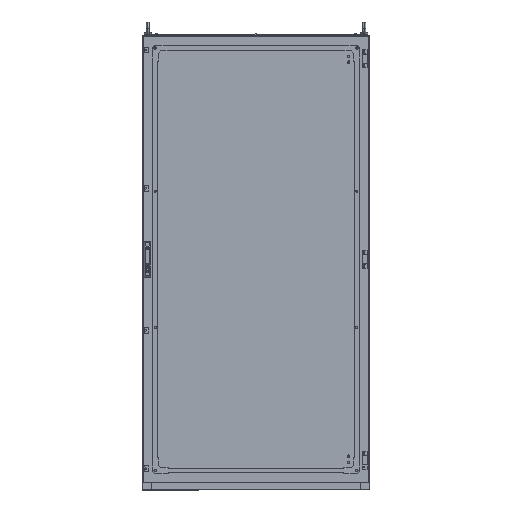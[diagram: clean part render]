
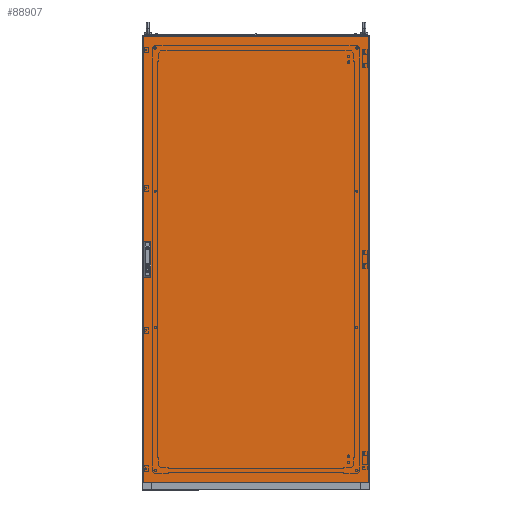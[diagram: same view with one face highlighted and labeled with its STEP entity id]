
A CAD part, top view. The second image highlights one B-rep face of the part: STEP entity #88907.
In plain terms, the highlighted planar face has unit normal (0, 0, 1).
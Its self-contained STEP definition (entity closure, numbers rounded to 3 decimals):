
#3080 = CARTESIAN_POINT ( 'NONE',  ( -490.7, -11.5, 0. ) ) ;
#4981 = DIRECTION ( 'NONE',  ( 1., 0., 0. ) ) ;
#8286 = ORIENTED_EDGE ( 'NONE', *, *, #95053, .F. ) ;
#11106 = LINE ( 'NONE', #200801, #204093 ) ;
#12424 = FACE_OUTER_BOUND ( 'NONE', #161946, .T. ) ;
#12572 = CARTESIAN_POINT ( 'NONE',  ( -465.7, -11.5, 0. ) ) ;
#14368 = VECTOR ( 'NONE', #84952, 1000. ) ;
#20441 = VECTOR ( 'NONE', #194733, 1000. ) ;
#22780 = LINE ( 'NONE', #103052, #20441 ) ;
#30154 = PLANE ( 'NONE',  #95004 ) ;
#33620 = LINE ( 'NONE', #177346, #157926 ) ;
#34506 = VERTEX_POINT ( 'NONE', #132033 ) ;
#37588 = EDGE_CURVE ( 'NONE', #182809, #151831, #195462, .T. ) ;
#42009 = LINE ( 'NONE', #102568, #78743 ) ;
#42456 = VECTOR ( 'NONE', #166215, 1000. ) ;
#43175 = LINE ( 'NONE', #78605, #121626 ) ;
#45339 = EDGE_CURVE ( 'NONE', #56163, #115670, #123003, .T. ) ;
#52179 = VERTEX_POINT ( 'NONE', #12572 ) ;
#52936 = CARTESIAN_POINT ( 'NONE',  ( -497., 997., 0. ) ) ;
#53386 = EDGE_LOOP ( 'NONE', ( #8286, #150752, #186584, #88290 ) ) ;
#55068 = CARTESIAN_POINT ( 'NONE',  ( -465.7, -61.5, 0. ) ) ;
#55693 = DIRECTION ( 'NONE',  ( -1., 0., 0. ) ) ;
#56163 = VERTEX_POINT ( 'NONE', #145265 ) ;
#58151 = DIRECTION ( 'NONE',  ( 1., 0., 0. ) ) ;
#58346 = VECTOR ( 'NONE', #4981, 1000. ) ;
#60217 = EDGE_CURVE ( 'NONE', #133624, #61668, #42009, .T. ) ;
#60426 = VECTOR ( 'NONE', #101868, 1000. ) ;
#60454 = CARTESIAN_POINT ( 'NONE',  ( 0., 0., 0. ) ) ;
#61668 = VERTEX_POINT ( 'NONE', #72769 ) ;
#65274 = LINE ( 'NONE', #82886, #14368 ) ;
#68350 = CARTESIAN_POINT ( 'NONE',  ( -465.7, 38.5, 0. ) ) ;
#71070 = VERTEX_POINT ( 'NONE', #131419 ) ;
#72769 = CARTESIAN_POINT ( 'NONE',  ( -490.7, 88.5, 0. ) ) ;
#77079 = DIRECTION ( 'NONE',  ( 0., 0., 1. ) ) ;
#78605 = CARTESIAN_POINT ( 'NONE',  ( 497., 997., 0. ) ) ;
#78743 = VECTOR ( 'NONE', #55693, 1000. ) ;
#80571 = VECTOR ( 'NONE', #108697, 1000. ) ;
#82886 = CARTESIAN_POINT ( 'NONE',  ( -490.7, 38.5, 0. ) ) ;
#83512 = EDGE_CURVE ( 'NONE', #89673, #182809, #43175, .T. ) ;
#84162 = LINE ( 'NONE', #148770, #58346 ) ;
#84952 = DIRECTION ( 'NONE',  ( 0., -1., 0. ) ) ;
#88290 = ORIENTED_EDGE ( 'NONE', *, *, #169103, .F. ) ;
#88907 = ADVANCED_FACE ( 'NONE', ( #140648, #127094, #12424 ), #30154, .T. ) ;
#89673 = VERTEX_POINT ( 'NONE', #185118 ) ;
#91732 = DIRECTION ( 'NONE',  ( 1., 0., 0. ) ) ;
#93748 = DIRECTION ( 'NONE',  ( 1., 0., 0. ) ) ;
#95004 = AXIS2_PLACEMENT_3D ( 'NONE', #60454, #77079, #93748 ) ;
#95053 = EDGE_CURVE ( 'NONE', #61668, #71070, #65274, .T. ) ;
#95970 = EDGE_CURVE ( 'NONE', #52179, #132486, #181833, .T. ) ;
#97208 = DIRECTION ( 'NONE',  ( 0., 1., 0. ) ) ;
#99638 = DIRECTION ( 'NONE',  ( -1., 0., 0. ) ) ;
#101868 = DIRECTION ( 'NONE',  ( 0., -1., 0. ) ) ;
#102568 = CARTESIAN_POINT ( 'NONE',  ( -465.7, 88.5, 0. ) ) ;
#103052 = CARTESIAN_POINT ( 'NONE',  ( -490.7, -61.5, 0. ) ) ;
#105819 = VECTOR ( 'NONE', #91732, 1000. ) ;
#107230 = EDGE_CURVE ( 'NONE', #204315, #133624, #33620, .T. ) ;
#108697 = DIRECTION ( 'NONE',  ( 0., 1., 0. ) ) ;
#112814 = CARTESIAN_POINT ( 'NONE',  ( -497., 997., 0. ) ) ;
#115441 = ORIENTED_EDGE ( 'NONE', *, *, #83512, .T. ) ;
#115577 = ORIENTED_EDGE ( 'NONE', *, *, #37588, .T. ) ;
#115670 = VERTEX_POINT ( 'NONE', #55068 ) ;
#121626 = VECTOR ( 'NONE', #170309, 1000. ) ;
#123003 = LINE ( 'NONE', #186474, #105819 ) ;
#125194 = CARTESIAN_POINT ( 'NONE',  ( -465.7, 88.5, 0. ) ) ;
#127094 = FACE_BOUND ( 'NONE', #162958, .T. ) ;
#131419 = CARTESIAN_POINT ( 'NONE',  ( -490.7, 38.5, 0. ) ) ;
#132033 = CARTESIAN_POINT ( 'NONE',  ( -497., -970., 0. ) ) ;
#132486 = VERTEX_POINT ( 'NONE', #3080 ) ;
#133624 = VERTEX_POINT ( 'NONE', #125194 ) ;
#135108 = EDGE_CURVE ( 'NONE', #151831, #34506, #195611, .T. ) ;
#140648 = FACE_BOUND ( 'NONE', #53386, .T. ) ;
#145265 = CARTESIAN_POINT ( 'NONE',  ( -490.7, -61.5, 0. ) ) ;
#148571 = CARTESIAN_POINT ( 'NONE',  ( -497., 997., 0. ) ) ;
#148770 = CARTESIAN_POINT ( 'NONE',  ( -497., -970., 0. ) ) ;
#149378 = ORIENTED_EDGE ( 'NONE', *, *, #135108, .T. ) ;
#150752 = ORIENTED_EDGE ( 'NONE', *, *, #60217, .F. ) ;
#151666 = LINE ( 'NONE', #171157, #80571 ) ;
#151831 = VERTEX_POINT ( 'NONE', #112814 ) ;
#153623 = CARTESIAN_POINT ( 'NONE',  ( -465.7, -11.5, 0. ) ) ;
#155509 = ORIENTED_EDGE ( 'NONE', *, *, #184331, .F. ) ;
#157327 = EDGE_CURVE ( 'NONE', #34506, #89673, #84162, .T. ) ;
#157926 = VECTOR ( 'NONE', #97208, 1000. ) ;
#161946 = EDGE_LOOP ( 'NONE', ( #149378, #202540, #115441, #115577 ) ) ;
#162958 = EDGE_LOOP ( 'NONE', ( #155509, #169184, #191873, #181964 ) ) ;
#166215 = DIRECTION ( 'NONE',  ( -1., 0., 0. ) ) ;
#169103 = EDGE_CURVE ( 'NONE', #71070, #204315, #11106, .T. ) ;
#169184 = ORIENTED_EDGE ( 'NONE', *, *, #95970, .F. ) ;
#170309 = DIRECTION ( 'NONE',  ( 0., 1., 0. ) ) ;
#170555 = VECTOR ( 'NONE', #99638, 1000. ) ;
#171157 = CARTESIAN_POINT ( 'NONE',  ( -465.7, -61.5, 0. ) ) ;
#177346 = CARTESIAN_POINT ( 'NONE',  ( -465.7, 38.5, 0. ) ) ;
#181833 = LINE ( 'NONE', #153623, #42456 ) ;
#181964 = ORIENTED_EDGE ( 'NONE', *, *, #45339, .F. ) ;
#182809 = VERTEX_POINT ( 'NONE', #193899 ) ;
#184331 = EDGE_CURVE ( 'NONE', #132486, #56163, #22780, .T. ) ;
#184842 = EDGE_CURVE ( 'NONE', #115670, #52179, #151666, .T. ) ;
#185118 = CARTESIAN_POINT ( 'NONE',  ( 497., -970., 0. ) ) ;
#186474 = CARTESIAN_POINT ( 'NONE',  ( -465.7, -61.5, 0. ) ) ;
#186584 = ORIENTED_EDGE ( 'NONE', *, *, #107230, .F. ) ;
#191873 = ORIENTED_EDGE ( 'NONE', *, *, #184842, .F. ) ;
#193899 = CARTESIAN_POINT ( 'NONE',  ( 497., 997., 0. ) ) ;
#194733 = DIRECTION ( 'NONE',  ( 0., -1., 0. ) ) ;
#195462 = LINE ( 'NONE', #148571, #170555 ) ;
#195611 = LINE ( 'NONE', #52936, #60426 ) ;
#200801 = CARTESIAN_POINT ( 'NONE',  ( -465.7, 38.5, 0. ) ) ;
#202540 = ORIENTED_EDGE ( 'NONE', *, *, #157327, .T. ) ;
#204093 = VECTOR ( 'NONE', #58151, 1000. ) ;
#204315 = VERTEX_POINT ( 'NONE', #68350 ) ;
